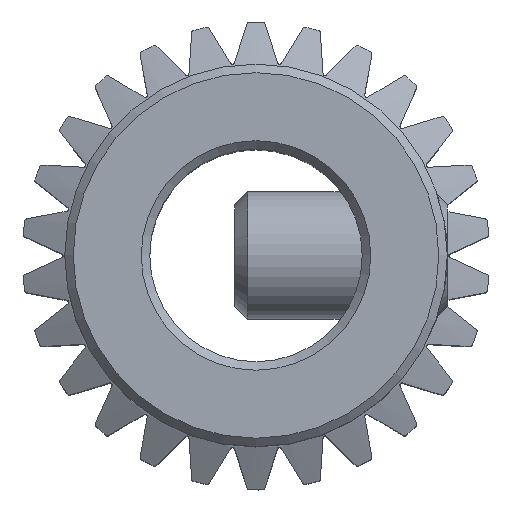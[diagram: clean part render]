
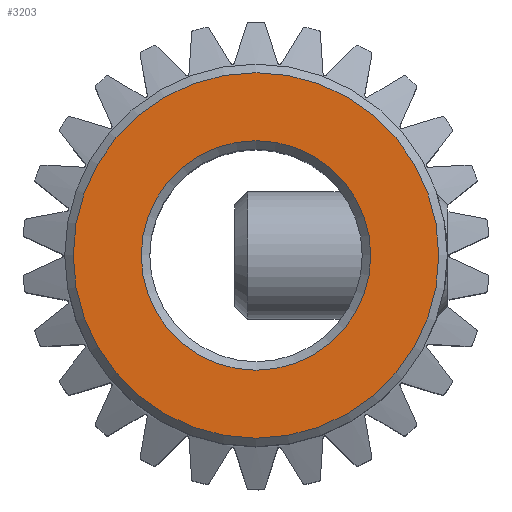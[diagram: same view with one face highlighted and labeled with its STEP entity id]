
A CAD part, top view. The second image highlights one B-rep face of the part: STEP entity #3203.
In plain terms, the highlighted planar face has unit normal (0, 0, 1).
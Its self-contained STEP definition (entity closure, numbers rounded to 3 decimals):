
#243=FACE_BOUND('',#569,.T.);
#246=PLANE('',#3432);
#318=CIRCLE('',#3431,2.7);
#319=CIRCLE('',#3433,4.3);
#390=FACE_OUTER_BOUND('',#568,.T.);
#568=EDGE_LOOP('',(#2067));
#569=EDGE_LOOP('',(#2068));
#1180=VERTEX_POINT('',#4766);
#1181=VERTEX_POINT('',#4770);
#1533=EDGE_CURVE('',#1180,#1180,#318,.T.);
#1534=EDGE_CURVE('',#1181,#1181,#319,.T.);
#2067=ORIENTED_EDGE('',*,*,#1534,.F.);
#2068=ORIENTED_EDGE('',*,*,#1533,.F.);
#3203=ADVANCED_FACE('',(#390,#243),#246,.T.);
#3431=AXIS2_PLACEMENT_3D('',#4768,#3796,#3797);
#3432=AXIS2_PLACEMENT_3D('',#4769,#3798,#3799);
#3433=AXIS2_PLACEMENT_3D('',#4771,#3800,#3801);
#3796=DIRECTION('center_axis',(0.,0.,1.));
#3797=DIRECTION('ref_axis',(-1.,0.,0.));
#3798=DIRECTION('center_axis',(0.,0.,1.));
#3799=DIRECTION('ref_axis',(1.,0.,0.));
#3800=DIRECTION('center_axis',(0.,0.,-1.));
#3801=DIRECTION('ref_axis',(-1.,0.,0.));
#4766=CARTESIAN_POINT('',(2.7,0.,11.));
#4768=CARTESIAN_POINT('Origin',(0.,0.,11.));
#4769=CARTESIAN_POINT('Origin',(0.,0.,11.));
#4770=CARTESIAN_POINT('',(4.3,0.,11.));
#4771=CARTESIAN_POINT('Origin',(0.,0.,11.));
